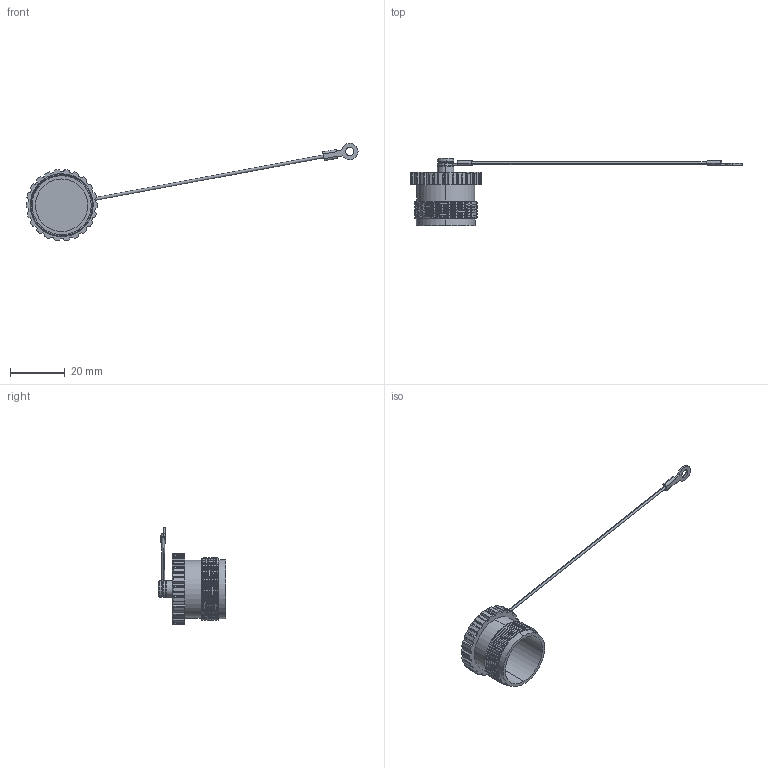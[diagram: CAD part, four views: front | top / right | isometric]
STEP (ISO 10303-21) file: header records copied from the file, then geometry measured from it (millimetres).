
FILE_DESCRIPTION (( 'STEP AP203' ), '1' );
FILE_NAME ('P412(PCSM23X1.0-0).STEP', '2020-04-25T02:24:43', ( 'edpusr' ), ( 'Microsoft' ), 'SwSTEP 2.0', 'SolidWorks 2015', '' );
FILE_SCHEMA (( 'CONFIG_CONTROL_DESIGN' ));
Length unit declared in the file: millimetre
Products named in the file (1): P412(PCSM23X1.0-0)
Bounding box: 120.89 x 24.61 x 35.51 mm (x, y, z)
Volume: 3600.5 mm3; surface area: 4447.9 mm2
Topology: 3 solids, 3 shells, 274 faces, 768 edges, 505 vertices
Faces by surface type: plane 135, cylinder 96, cone 40, bspline 3
Entity records: 10084 total; most frequent: CARTESIAN_POINT 3022, ORIENTED_EDGE 1532, DIRECTION 1408, EDGE_CURVE 766, VERTEX_POINT 505, AXIS2_PLACEMENT_3D 496, VECTOR 416, LINE 416
